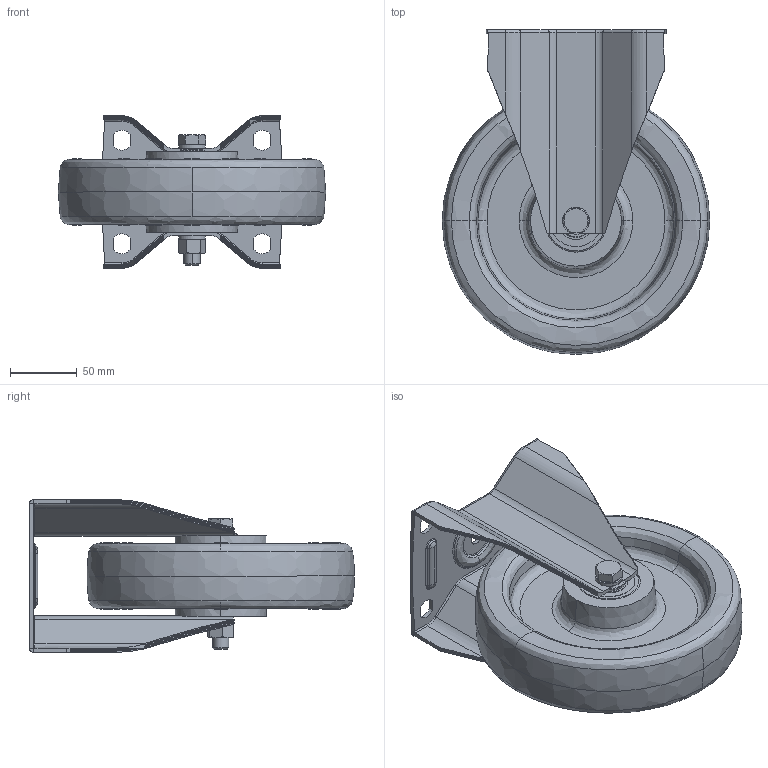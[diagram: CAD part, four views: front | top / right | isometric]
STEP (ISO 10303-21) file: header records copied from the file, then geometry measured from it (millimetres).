
FILE_DESCRIPTION (( 'STEP AP214' ), '1' );
FILE_NAME ('0029868_B-MV-PAM-200-K_(A-03).step', '2019-10-11T09:47:53', ( '' ), ( '' ), 'SwSTEP 2.0', 'SolidWorks 2018', '' );
FILE_SCHEMA (( 'AUTOMOTIVE_DESIGN' ));
Length unit declared in the file: millimetre
Products named in the file (1): 0029868_B-MV-PAM-200-K_(A-03)
Bounding box: 200 x 243 x 114 mm (x, y, z)
Volume: 1155392.8 mm3; surface area: 234422.1 mm2
Topology: 10 solids, 14 shells, 1122 faces, 3041 edges, 1964 vertices
Faces by surface type: plane 817, cylinder 143, bspline 56, torus 54, cone 52
Entity records: 49774 total; most frequent: CARTESIAN_POINT 9707, ORIENTED_EDGE 6082, DIRECTION 5355, EDGE_CURVE 3041, LINE 2239, VECTOR 2239, VERTEX_POINT 1964, AXIS2_PLACEMENT_3D 1558
